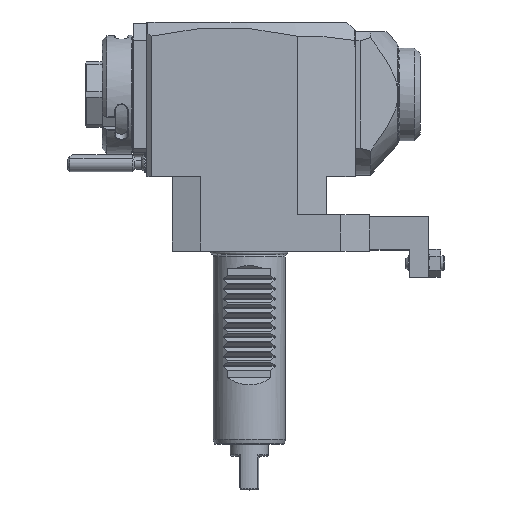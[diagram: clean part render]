
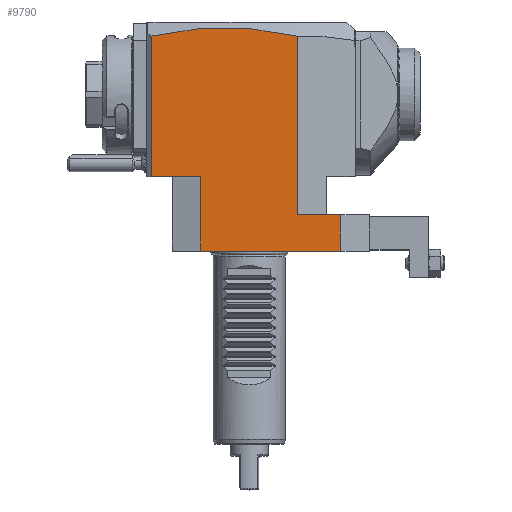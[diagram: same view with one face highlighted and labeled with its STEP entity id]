
A CAD part, top view. The second image highlights one B-rep face of the part: STEP entity #9790.
In plain terms, the highlighted planar face has unit normal (0, 0, 1).
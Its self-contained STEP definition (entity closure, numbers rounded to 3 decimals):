
#293=DIRECTION('',(-1.,0.,0.));
#294=VECTOR('',#293,20.5);
#295=CARTESIAN_POINT('',(-20.,31.,32.));
#296=LINE('',#295,#294);
#297=CARTESIAN_POINT('',(-40.5,89.133,32.));
#298=CARTESIAN_POINT('',(-35.458,90.345,32.));
#299=CARTESIAN_POINT('',(-25.373,92.145,32.));
#300=CARTESIAN_POINT('',(-10.247,93.032,32.));
#301=CARTESIAN_POINT('',(4.877,92.124,32.));
#302=CARTESIAN_POINT('',(14.959,90.311,32.));
#303=CARTESIAN_POINT('',(20.,89.092,32.));
#305=DIRECTION('',(-1.,0.,0.));
#306=VECTOR('',#305,58.);
#307=CARTESIAN_POINT('',(38.,0.,32.));
#308=LINE('',#307,#306);
#1637=DIRECTION('',(-1.,0.,0.));
#1638=VECTOR('',#1637,18.);
#1639=CARTESIAN_POINT('',(38.,15.,32.));
#1640=LINE('',#1639,#1638);
#1669=DIRECTION('',(0.,1.,0.));
#1670=VECTOR('',#1669,15.);
#1671=CARTESIAN_POINT('',(38.,0.,32.));
#1672=LINE('',#1671,#1670);
#3345=DIRECTION('',(0.,1.,0.));
#3346=VECTOR('',#3345,74.092);
#3347=CARTESIAN_POINT('',(20.,15.,32.));
#3348=LINE('',#3347,#3346);
#3395=DIRECTION('',(0.,-1.,0.));
#3396=VECTOR('',#3395,58.133);
#3397=CARTESIAN_POINT('',(-40.5,89.133,32.));
#3398=LINE('',#3397,#3396);
#6016=DIRECTION('',(0.,-1.,0.));
#6017=VECTOR('',#6016,31.);
#6018=CARTESIAN_POINT('',(-20.,31.,32.));
#6019=LINE('',#6018,#6017);
#8625=CARTESIAN_POINT('',(20.,15.,32.));
#8626=VERTEX_POINT('',#8625);
#9032=VERTEX_POINT('',#297);
#9033=VERTEX_POINT('',#303);
#9450=CARTESIAN_POINT('',(-40.5,31.,32.));
#9452=VERTEX_POINT('',#9450);
#9458=CARTESIAN_POINT('',(-20.,0.,32.));
#9460=VERTEX_POINT('',#9458);
#9529=CARTESIAN_POINT('',(38.,0.,32.));
#9531=VERTEX_POINT('',#9529);
#9537=CARTESIAN_POINT('',(38.,15.,32.));
#9539=VERTEX_POINT('',#9537);
#9724=CARTESIAN_POINT('',(-20.,31.,32.));
#9725=VERTEX_POINT('',#9724);
#9768=CARTESIAN_POINT('',(-67.831,31.,32.));
#9769=DIRECTION('',(0.,0.,1.));
#9770=DIRECTION('',(1.,0.,0.));
#9771=AXIS2_PLACEMENT_3D('',#9768,#9769,#9770);
#9772=PLANE('',#9771);
#9774=ORIENTED_EDGE('',*,*,#9773,.T.);
#9776=ORIENTED_EDGE('',*,*,#9775,.F.);
#9778=ORIENTED_EDGE('',*,*,#9777,.T.);
#9780=ORIENTED_EDGE('',*,*,#9779,.F.);
#9782=ORIENTED_EDGE('',*,*,#9781,.F.);
#9784=ORIENTED_EDGE('',*,*,#9783,.F.);
#9785=ORIENTED_EDGE('',*,*,#9731,.T.);
#9787=ORIENTED_EDGE('',*,*,#9786,.F.);
#9788=EDGE_LOOP('',(#9774,#9776,#9778,#9780,#9782,#9784,#9785,#9787));
#9789=FACE_OUTER_BOUND('',#9788,.F.);
#304=B_SPLINE_CURVE_WITH_KNOTS('',3,(#297,#298,#299,#300,#301,#302,#303),
.UNSPECIFIED.,.F.,.F.,(4,1,1,1,4),(0.,0.25,0.5,0.75,1.),
.UNSPECIFIED.);
#9731=EDGE_CURVE('',#9531,#9460,#308,.T.);
#9773=EDGE_CURVE('',#9725,#9452,#296,.T.);
#9775=EDGE_CURVE('',#9032,#9452,#3398,.T.);
#9777=EDGE_CURVE('',#9032,#9033,#304,.T.);
#9779=EDGE_CURVE('',#8626,#9033,#3348,.T.);
#9781=EDGE_CURVE('',#9539,#8626,#1640,.T.);
#9783=EDGE_CURVE('',#9531,#9539,#1672,.T.);
#9786=EDGE_CURVE('',#9725,#9460,#6019,.T.);
#9790=ADVANCED_FACE('',(#9789),#9772,.T.);
